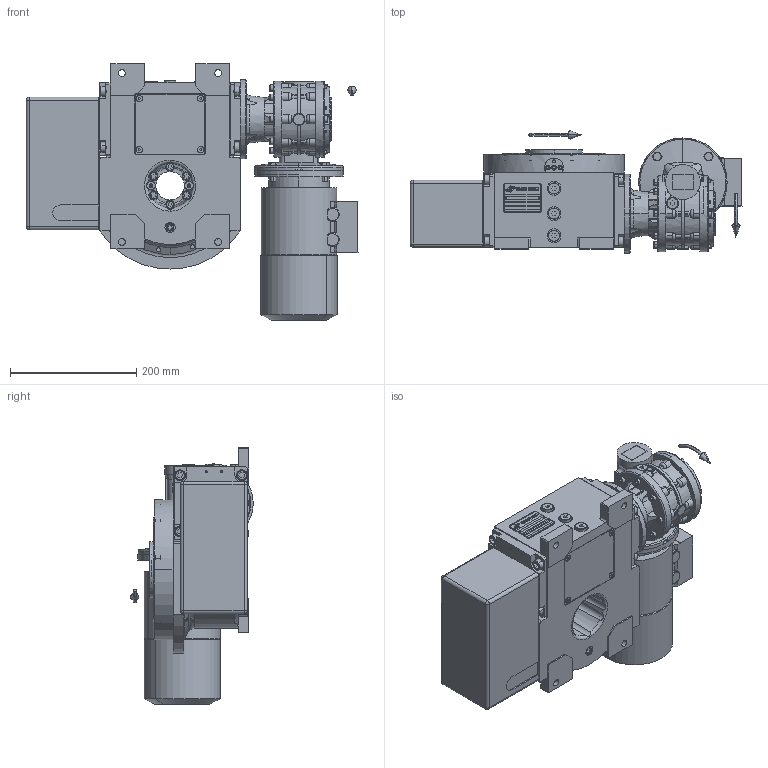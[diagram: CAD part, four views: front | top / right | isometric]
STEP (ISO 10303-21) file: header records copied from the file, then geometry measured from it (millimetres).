
FILE_DESCRIPTION (( 'STEP AP203' ), '1' );
FILE_NAME ('PC5201937.step', '2026-03-17T08:54:19', ( '' ), ( '' ), 'SwSTEP 2.0', 'SolidWorks 2020', '' );
FILE_SCHEMA (( 'CONFIG_CONTROL_DESIGN' ));
Length unit declared in the file: millimetre
Products named in the file (86): cfn2158_01_011; rig06_004_s_001; cfn2070_05_005; AS_rig06_002_bl_010; cfn2107_01_001; cfn2128_19_002; cfn2000_01_151; AS_rig06_016; BM63B5; olio_agip_blasia_150; rig06_017; PC5201937; AS_rig06_071_8_m; cfn2000_01_103; freccia_angolare_albero; rig06_005_n_01; cfn2003_01_054; cfn2128_04_004; cfn2151_01_290; AS_900_38_30_003; AS_cfn2476_01_002_60x46; cfn2000_01_124; cfn2151_01_090; RIG06_005_ASM.stp; cfn2155_01_056; cfn2000_01_126; RMI50_F1_DX_63B5; cfn2000_01_161; CFN2223_01-570X6-B.stp; rig06_007_master; RIG06_021_AF0.stp; AS_3_04_130_00; rig06_071_08_m_asm.stp; cfn2476_01_002_60x46; freccia_angolare; AS_rig06_004; rig06_001_a; AS_rig06_004_s_001; 3_04_130_00; AS_rig06_017 ...
Assembly tree (78 placements, depth 5):
  olio_agip_blasia_150
  PC5201937
    rig06_001_a
    AS_cfn2476_01_002_60x46
      cfn2476_01_002_60x46
      cfn2107_01_001
      cfn2107_01_001
    AS_rig06_071_8_m
      rig06_071_08_m_asm.stp
        RIG06_005_ASM.stp
          RIG06_021_AF0.stp
          CFN2000_01_185.stp
          CFN2000_01_185.stp
          CFN2104_02_017.stp
        CFN2010_02_002.stp
      rig06_005_n_01
      rig06_003_8
      cfn2104_01_016  x2
      cfn2000_01_124
      cfn2000_01_124  x6
      cfn2000_01_124
      cfn2000_01_124
      cfn2000_01_124
      cfn2155_01_303
    AS_rig06_017
      rig06_017
      cfn2158_01_011
      cfn2000_01_126
      cfn2000_01_126
      cfn2000_01_126
      cfn2000_01_126
      cfn2000_01_126
      cfn2000_01_126
    AS_rig06_004_s_001
      rig06_004_s_001
      cfn2070_05_005
      cfn2000_01_103
      cfn2000_01_103
      cfn2000_01_103
      cfn2000_01_103
      cfn2155_01_056
    AS_rig06_004
      rig06_004
      cfn2070_05_005
      cfn2000_01_103
      cfn2000_01_103
      cfn2000_01_103
      cfn2000_01_103
      cfn2155_01_056
    AS_rig06_002_bl_010
      rig06_002_bl_010
      cfn2115_02_161
    cfn2128_04_004
    cfn2128_04_004
    cfn2128_04_004
    cfn2128_19_002
    AS_rig06_016
      rig06_016
      cfn2003_01_054
      cfn2003_01_054
Bounding box: 525.5 x 194 x 405.99 mm (x, y, z)
Volume: 8655007.3 mm3; surface area: 1280262.3 mm2
Topology: 68 solids, 74 shells, 3667 faces, 9304 edges, 5945 vertices
Faces by surface type: plane 1640, cylinder 1209, cone 594, torus 194, bspline 20, sphere 10
Entity records: 132902 total; most frequent: CARTESIAN_POINT 38419, DIRECTION 17821, ORIENTED_EDGE 17796, EDGE_CURVE 8898, AXIS2_PLACEMENT_3D 6494, VERTEX_POINT 5764, LINE 4833, VECTOR 4833
